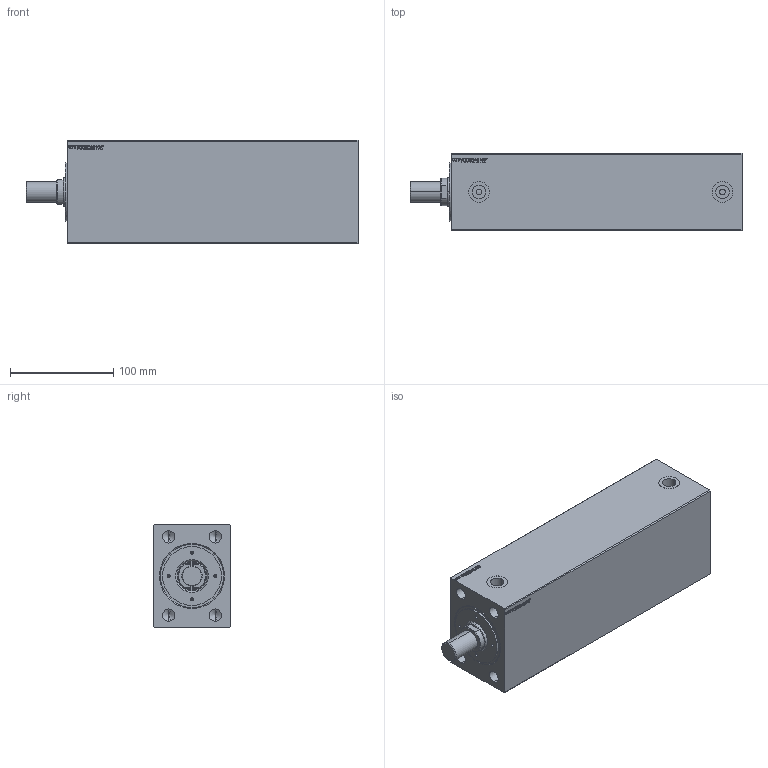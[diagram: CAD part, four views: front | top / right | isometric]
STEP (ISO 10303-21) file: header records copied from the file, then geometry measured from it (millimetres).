
FILE_DESCRIPTION (( 'STEP AP203' ), '1' );
FILE_NAME ('594b.STEP', '2022-04-07T14:37:20', ( '' ), ( '' ), 'SwSTEP 2.0', 'SolidWorks 2019', '' );
FILE_SCHEMA (( 'CONFIG_CONTROL_DESIGN' ));
Length unit declared in the file: millimetre
Products named in the file (5): V500CZ b7db8c75969f741974a5916008fcf798; V500CZ_VNIT豊蚠攘ST b7db8c75969f741974a5916008fcf798; 594b; V500CZ_B_VC b7db8c75969f741974a5916008fcf798; V500CZ_SMALL_MALE_METRIC b7db8c75969f741974a5916008fcf798
Assembly tree (4 placements, depth 2):
  594b
    V500CZ b7db8c75969f741974a5916008fcf798
    V500CZ_VNIT豊蚠攘ST b7db8c75969f741974a5916008fcf798
    V500CZ_SMALL_MALE_METRIC b7db8c75969f741974a5916008fcf798
    V500CZ_B_VC b7db8c75969f741974a5916008fcf798
Bounding box: 322 x 75 x 100 mm (x, y, z)
Volume: 1896831.3 mm3; surface area: 229137.6 mm2
Topology: 4 solids, 4 shells, 879 faces, 2249 edges, 1471 vertices
Faces by surface type: plane 401, bspline 380, cylinder 60, cone 38
Entity records: 44336 total; most frequent: CARTESIAN_POINT 25132, ORIENTED_EDGE 4446, DIRECTION 2601, EDGE_CURVE 2223, VERTEX_POINT 1471, LINE 1325, VECTOR 1325, EDGE_LOOP 1002
